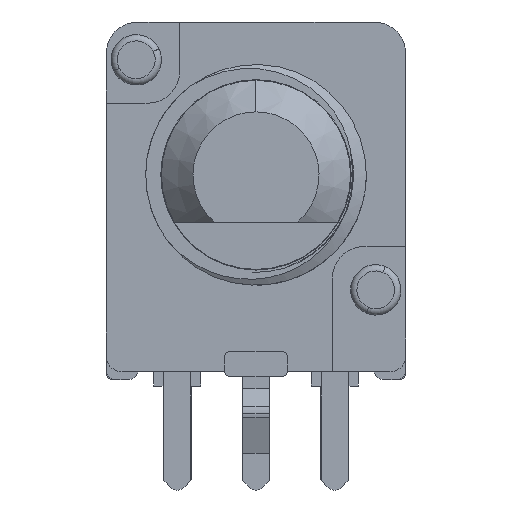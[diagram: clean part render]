
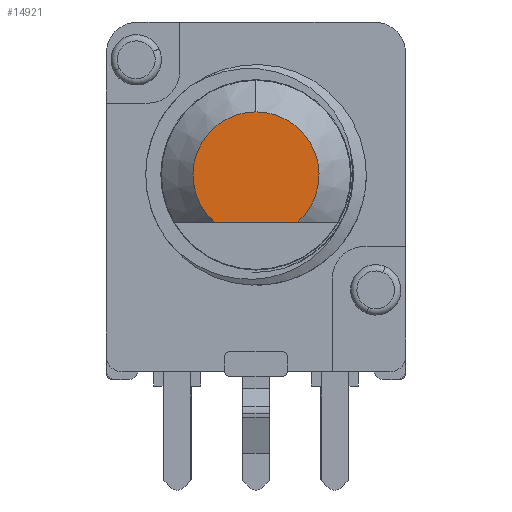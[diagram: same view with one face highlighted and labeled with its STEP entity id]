
A CAD part, front view. The second image highlights one B-rep face of the part: STEP entity #14921.
In plain terms, the highlighted planar face has unit normal (0, -1, 0).
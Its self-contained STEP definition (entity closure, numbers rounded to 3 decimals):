
#35 = VERTEX_POINT('',#36);
#36 = CARTESIAN_POINT('',(0.,-18.625,8.525));
#43 = CONICAL_SURFACE('',#44,3.,0.785);
#44 = AXIS2_PLACEMENT_3D('',#45,#46,#47);
#45 = CARTESIAN_POINT('',(0.,-17.625,6.525));
#46 = DIRECTION('',(0.,1.,0.));
#47 = DIRECTION('',(0.,0.,-1.));
#77 = CONICAL_SURFACE('',#78,3.,0.785);
#78 = AXIS2_PLACEMENT_3D('',#79,#80,#81);
#79 = CARTESIAN_POINT('',(0.,-17.625,6.525));
#80 = DIRECTION('',(0.,1.,0.));
#81 = DIRECTION('',(0.,0.,-1.));
#185 = VERTEX_POINT('',#186);
#186 = CARTESIAN_POINT('',(-1.323,-18.625,5.025));
#225 = PLANE('',#226);
#226 = AXIS2_PLACEMENT_3D('',#227,#228,#229);
#227 = CARTESIAN_POINT('',(8.722,-8.625,5.025));
#228 = DIRECTION('',(0.,0.,-1.));
#229 = DIRECTION('',(-1.,0.,0.));
#240 = EDGE_CURVE('',#185,#35,#241,.T.);
#241 = SURFACE_CURVE('',#242,(#247,#276),.PCURVE_S1.);
#242 = CIRCLE('',#243,2.);
#243 = AXIS2_PLACEMENT_3D('',#244,#245,#246);
#244 = CARTESIAN_POINT('',(0.,-18.625,6.525));
#245 = DIRECTION('',(0.,1.,0.));
#246 = DIRECTION('',(0.,0.,-1.));
#247 = PCURVE('',#43,#248);
#248 = DEFINITIONAL_REPRESENTATION('',(#249),#275);
#249 = B_SPLINE_CURVE_WITH_KNOTS('',3,(#250,#251,#252,#253,#254,#255,
    #256,#257,#258,#259,#260,#261,#262,#263,#264,#265,#266,#267,#268,
    #269,#270,#271,#272,#273,#274),.UNSPECIFIED.,.F.,.F.,(4,1,1,1,1,1,1,
    1,1,1,1,1,1,1,1,1,1,1,1,1,1,1,4),(0.723,0.833,
    0.943,1.053,1.163,1.272,
    1.382,1.492,1.602,1.712,
    1.822,1.932,2.042,2.152,
    2.262,2.372,2.482,2.592,
    2.702,2.812,2.922,3.032,
    3.142),.QUASI_UNIFORM_KNOTS.);
#250 = CARTESIAN_POINT('',(0.723,-1.));
#251 = CARTESIAN_POINT('',(0.759,-1.));
#252 = CARTESIAN_POINT('',(0.833,-1.));
#253 = CARTESIAN_POINT('',(0.943,-1.));
#254 = CARTESIAN_POINT('',(1.053,-1.));
#255 = CARTESIAN_POINT('',(1.163,-1.));
#256 = CARTESIAN_POINT('',(1.272,-1.));
#257 = CARTESIAN_POINT('',(1.382,-1.));
#258 = CARTESIAN_POINT('',(1.492,-1.));
#259 = CARTESIAN_POINT('',(1.602,-1.));
#260 = CARTESIAN_POINT('',(1.712,-1.));
#261 = CARTESIAN_POINT('',(1.822,-1.));
#262 = CARTESIAN_POINT('',(1.932,-1.));
#263 = CARTESIAN_POINT('',(2.042,-1.));
#264 = CARTESIAN_POINT('',(2.152,-1.));
#265 = CARTESIAN_POINT('',(2.262,-1.));
#266 = CARTESIAN_POINT('',(2.372,-1.));
#267 = CARTESIAN_POINT('',(2.482,-1.));
#268 = CARTESIAN_POINT('',(2.592,-1.));
#269 = CARTESIAN_POINT('',(2.702,-1.));
#270 = CARTESIAN_POINT('',(2.812,-1.));
#271 = CARTESIAN_POINT('',(2.922,-1.));
#272 = CARTESIAN_POINT('',(3.032,-1.));
#273 = CARTESIAN_POINT('',(3.105,-1.));
#274 = CARTESIAN_POINT('',(3.142,-1.));
#275 = ( GEOMETRIC_REPRESENTATION_CONTEXT(2) 
PARAMETRIC_REPRESENTATION_CONTEXT() REPRESENTATION_CONTEXT('2D SPACE',''
  ) );
#276 = PCURVE('',#277,#282);
#277 = PLANE('',#278);
#278 = AXIS2_PLACEMENT_3D('',#279,#280,#281);
#279 = CARTESIAN_POINT('',(0.,-18.625,6.525));
#280 = DIRECTION('',(0.,-1.,0.));
#281 = DIRECTION('',(1.,0.,0.));
#282 = DEFINITIONAL_REPRESENTATION('',(#283),#291);
#283 = ( BOUNDED_CURVE() B_SPLINE_CURVE(2,(#284,#285,#286,#287,#288,#289
,#290),.UNSPECIFIED.,.F.,.F.) B_SPLINE_CURVE_WITH_KNOTS((1,2,2,2,2,1),(
    -2.094,0.,2.094,4.189,6.283,
8.378),.UNSPECIFIED.) CURVE() GEOMETRIC_REPRESENTATION_ITEM() 
RATIONAL_B_SPLINE_CURVE((1.,0.5,1.,0.5,1.,0.5,1.)) REPRESENTATION_ITEM(
  '') );
#284 = CARTESIAN_POINT('',(0.,-2.));
#285 = CARTESIAN_POINT('',(-3.464,-2.));
#286 = CARTESIAN_POINT('',(-1.732,1.));
#287 = CARTESIAN_POINT('',(0.,4.));
#288 = CARTESIAN_POINT('',(1.732,1.));
#289 = CARTESIAN_POINT('',(3.464,-2.));
#290 = CARTESIAN_POINT('',(0.,-2.));
#291 = ( GEOMETRIC_REPRESENTATION_CONTEXT(2) 
PARAMETRIC_REPRESENTATION_CONTEXT() REPRESENTATION_CONTEXT('2D SPACE',''
  ) );
#14796 = VERTEX_POINT('',#14797);
#14797 = CARTESIAN_POINT('',(1.323,-18.625,5.025));
#14846 = EDGE_CURVE('',#185,#14796,#14847,.T.);
#14847 = SURFACE_CURVE('',#14848,(#14852,#14859),.PCURVE_S1.);
#14848 = LINE('',#14849,#14850);
#14849 = CARTESIAN_POINT('',(8.722,-18.625,5.025));
#14850 = VECTOR('',#14851,1.);
#14851 = DIRECTION('',(1.,0.,0.));
#14852 = PCURVE('',#225,#14853);
#14853 = DEFINITIONAL_REPRESENTATION('',(#14854),#14858);
#14854 = LINE('',#14855,#14856);
#14855 = CARTESIAN_POINT('',(0.,-10.));
#14856 = VECTOR('',#14857,1.);
#14857 = DIRECTION('',(-1.,0.));
#14858 = ( GEOMETRIC_REPRESENTATION_CONTEXT(2) 
PARAMETRIC_REPRESENTATION_CONTEXT() REPRESENTATION_CONTEXT('2D SPACE',''
  ) );
#14859 = PCURVE('',#277,#14860);
#14860 = DEFINITIONAL_REPRESENTATION('',(#14861),#14865);
#14861 = LINE('',#14862,#14863);
#14862 = CARTESIAN_POINT('',(8.722,-1.5));
#14863 = VECTOR('',#14864,1.);
#14864 = DIRECTION('',(1.,0.));
#14865 = ( GEOMETRIC_REPRESENTATION_CONTEXT(2) 
PARAMETRIC_REPRESENTATION_CONTEXT() REPRESENTATION_CONTEXT('2D SPACE',''
  ) );
#14872 = EDGE_CURVE('',#35,#14796,#14873,.T.);
#14873 = SURFACE_CURVE('',#14874,(#14879,#14908),.PCURVE_S1.);
#14874 = CIRCLE('',#14875,2.);
#14875 = AXIS2_PLACEMENT_3D('',#14876,#14877,#14878);
#14876 = CARTESIAN_POINT('',(0.,-18.625,6.525));
#14877 = DIRECTION('',(0.,1.,0.));
#14878 = DIRECTION('',(0.,0.,-1.));
#14879 = PCURVE('',#77,#14880);
#14880 = DEFINITIONAL_REPRESENTATION('',(#14881),#14907);
#14881 = B_SPLINE_CURVE_WITH_KNOTS('',3,(#14882,#14883,#14884,#14885,
    #14886,#14887,#14888,#14889,#14890,#14891,#14892,#14893,#14894,
    #14895,#14896,#14897,#14898,#14899,#14900,#14901,#14902,#14903,
    #14904,#14905,#14906),.UNSPECIFIED.,.F.,.F.,(4,1,1,1,1,1,1,1,1,1,1,1
    ,1,1,1,1,1,1,1,1,1,1,4),(3.142,3.252,3.361
    ,3.471,3.581,3.691,3.801,
    3.911,4.021,4.131,4.241,
    4.351,4.461,4.571,4.681,
    4.791,4.901,5.011,5.121,
    5.231,5.341,5.451,5.56),
  .QUASI_UNIFORM_KNOTS.);
#14882 = CARTESIAN_POINT('',(3.142,-1.));
#14883 = CARTESIAN_POINT('',(3.178,-1.));
#14884 = CARTESIAN_POINT('',(3.252,-1.));
#14885 = CARTESIAN_POINT('',(3.361,-1.));
#14886 = CARTESIAN_POINT('',(3.471,-1.));
#14887 = CARTESIAN_POINT('',(3.581,-1.));
#14888 = CARTESIAN_POINT('',(3.691,-1.));
#14889 = CARTESIAN_POINT('',(3.801,-1.));
#14890 = CARTESIAN_POINT('',(3.911,-1.));
#14891 = CARTESIAN_POINT('',(4.021,-1.));
#14892 = CARTESIAN_POINT('',(4.131,-1.));
#14893 = CARTESIAN_POINT('',(4.241,-1.));
#14894 = CARTESIAN_POINT('',(4.351,-1.));
#14895 = CARTESIAN_POINT('',(4.461,-1.));
#14896 = CARTESIAN_POINT('',(4.571,-1.));
#14897 = CARTESIAN_POINT('',(4.681,-1.));
#14898 = CARTESIAN_POINT('',(4.791,-1.));
#14899 = CARTESIAN_POINT('',(4.901,-1.));
#14900 = CARTESIAN_POINT('',(5.011,-1.));
#14901 = CARTESIAN_POINT('',(5.121,-1.));
#14902 = CARTESIAN_POINT('',(5.231,-1.));
#14903 = CARTESIAN_POINT('',(5.341,-1.));
#14904 = CARTESIAN_POINT('',(5.451,-1.));
#14905 = CARTESIAN_POINT('',(5.524,-1.));
#14906 = CARTESIAN_POINT('',(5.56,-1.));
#14907 = ( GEOMETRIC_REPRESENTATION_CONTEXT(2) 
PARAMETRIC_REPRESENTATION_CONTEXT() REPRESENTATION_CONTEXT('2D SPACE',''
  ) );
#14908 = PCURVE('',#277,#14909);
#14909 = DEFINITIONAL_REPRESENTATION('',(#14910),#14918);
#14910 = ( BOUNDED_CURVE() B_SPLINE_CURVE(2,(#14911,#14912,#14913,#14914
    ,#14915,#14916,#14917),.UNSPECIFIED.,.F.,.F.) 
B_SPLINE_CURVE_WITH_KNOTS((1,2,2,2,2,1),(-2.094,0.,
    2.094,4.189,6.283,8.378),
.UNSPECIFIED.) CURVE() GEOMETRIC_REPRESENTATION_ITEM() 
RATIONAL_B_SPLINE_CURVE((1.,0.5,1.,0.5,1.,0.5,1.)) REPRESENTATION_ITEM(
  '') );
#14911 = CARTESIAN_POINT('',(0.,-2.));
#14912 = CARTESIAN_POINT('',(-3.464,-2.));
#14913 = CARTESIAN_POINT('',(-1.732,1.));
#14914 = CARTESIAN_POINT('',(0.,4.));
#14915 = CARTESIAN_POINT('',(1.732,1.));
#14916 = CARTESIAN_POINT('',(3.464,-2.));
#14917 = CARTESIAN_POINT('',(0.,-2.));
#14918 = ( GEOMETRIC_REPRESENTATION_CONTEXT(2) 
PARAMETRIC_REPRESENTATION_CONTEXT() REPRESENTATION_CONTEXT('2D SPACE',''
  ) );
#14921 = ADVANCED_FACE('',(#14922),#277,.T.);
#14922 = FACE_BOUND('',#14923,.T.);
#14923 = EDGE_LOOP('',(#14924,#14925,#14926));
#14924 = ORIENTED_EDGE('',*,*,#240,.F.);
#14925 = ORIENTED_EDGE('',*,*,#14846,.T.);
#14926 = ORIENTED_EDGE('',*,*,#14872,.F.);
